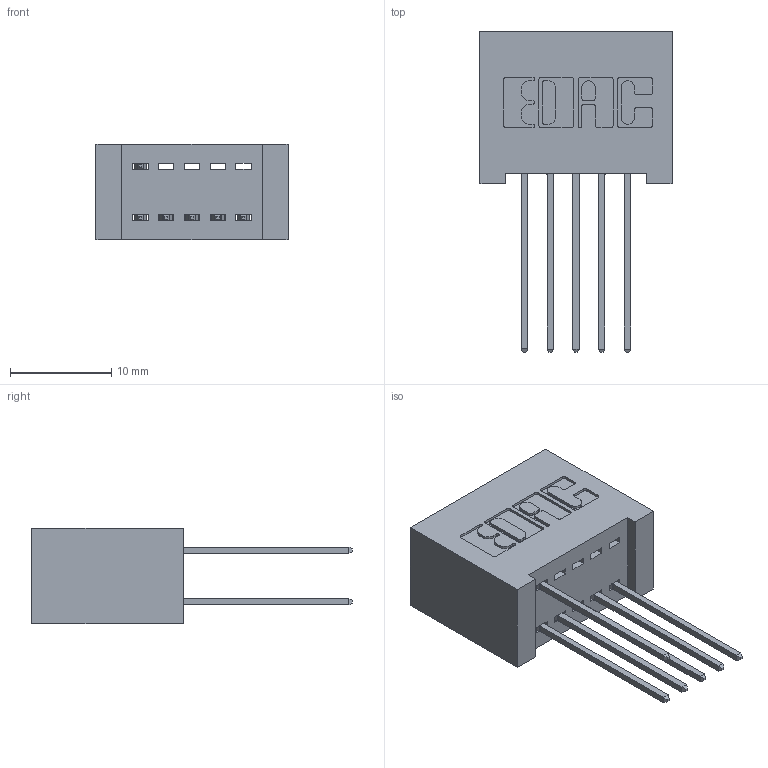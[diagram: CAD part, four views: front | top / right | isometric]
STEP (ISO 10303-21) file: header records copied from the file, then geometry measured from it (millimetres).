
FILE_DESCRIPTION (( 'STEP AP203' ), '1' );
FILE_NAME ('342-010-542-201.STEP', '2018-08-10T13:44:24', ( '' ), ( '' ), 'SwSTEP 2.0', 'SolidWorks 2016', '' );
FILE_SCHEMA (( 'CONFIG_CONTROL_DESIGN' ));
Length unit declared in the file: inch
Products named in the file (3): 345-292-001_345-293-142; 342-010-542-201; 342 Part_Lugless
Assembly tree (7 placements, depth 2):
  342-010-542-201
    342 Part_Lugless
    345-292-001_345-293-142  x6
Bounding box: 18.95 x 31.63 x 9.4 mm (x, y, z)
Volume: 1958.9 mm3; surface area: 2649.6 mm2
Topology: 7 solids, 7 shells, 438 faces, 1289 edges, 850 vertices
Faces by surface type: plane 302, cylinder 136
Entity records: 7483 total; most frequent: CARTESIAN_POINT 1298, ORIENTED_EDGE 1238, DIRECTION 1163, EDGE_CURVE 619, VECTOR 499, LINE 499, VERTEX_POINT 410, AXIS2_PLACEMENT_3D 332
